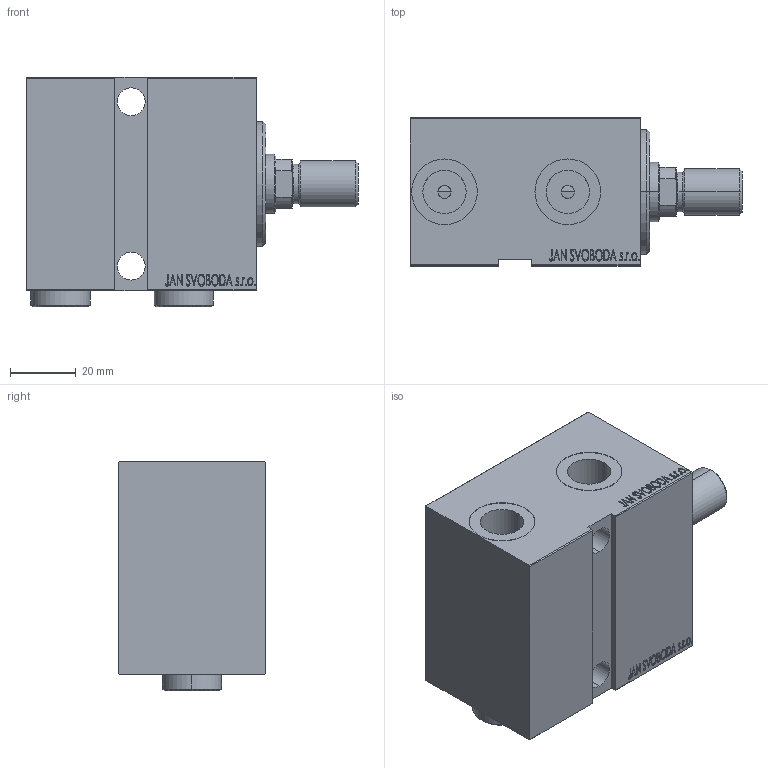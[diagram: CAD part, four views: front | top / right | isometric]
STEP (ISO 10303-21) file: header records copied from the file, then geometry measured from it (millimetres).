
FILE_DESCRIPTION (( 'STEP AP203' ), '1' );
FILE_NAME ('30ec.STEP', '2024-05-30T06:31:00', ( '' ), ( '' ), 'SwSTEP 2.0', 'SolidWorks 2019', '' );
FILE_SCHEMA (( 'CONFIG_CONTROL_DESIGN' ));
Length unit declared in the file: millimetre
Products named in the file (6): V450CM_MALE_METRIC fa440c41234f25e2f4f54fde0c584a6c; Zatka_OIL_PORT fa440c41234f25e2f4f54fde0c584a6c; V450CM_E_Body fa440c41234f25e2f4f54fde0c584a6c; V450CM_VC_B fa440c41234f25e2f4f54fde0c584a6c; 30ec; V450CM_E_VCP fa440c41234f25e2f4f54fde0c584a6c
Assembly tree (6 placements, depth 2):
  30ec
    V450CM_E_Body fa440c41234f25e2f4f54fde0c584a6c
    V450CM_E_VCP fa440c41234f25e2f4f54fde0c584a6c
    V450CM_VC_B fa440c41234f25e2f4f54fde0c584a6c
    V450CM_MALE_METRIC fa440c41234f25e2f4f54fde0c584a6c
    Zatka_OIL_PORT fa440c41234f25e2f4f54fde0c584a6c  x2
Bounding box: 101 x 45 x 69.9 mm (x, y, z)
Volume: 193029 mm3; surface area: 44197.1 mm2
Topology: 6 solids, 6 shells, 913 faces, 2322 edges, 1531 vertices
Faces by surface type: plane 445, bspline 380, cylinder 64, cone 22, torus 2
Entity records: 44598 total; most frequent: CARTESIAN_POINT 24774, ORIENTED_EDGE 4560, DIRECTION 2692, EDGE_CURVE 2280, VERTEX_POINT 1507, LINE 1362, VECTOR 1362, EDGE_LOOP 1019
